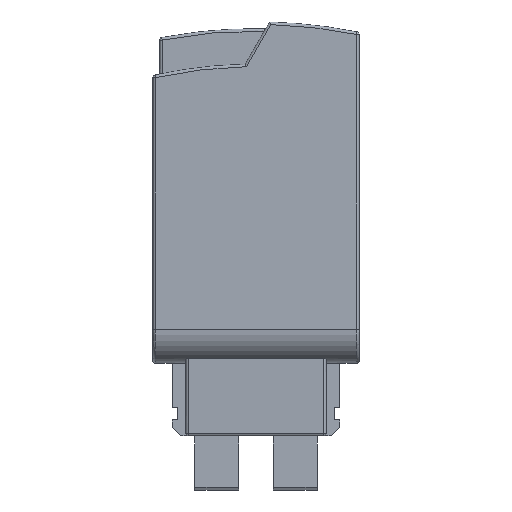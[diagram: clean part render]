
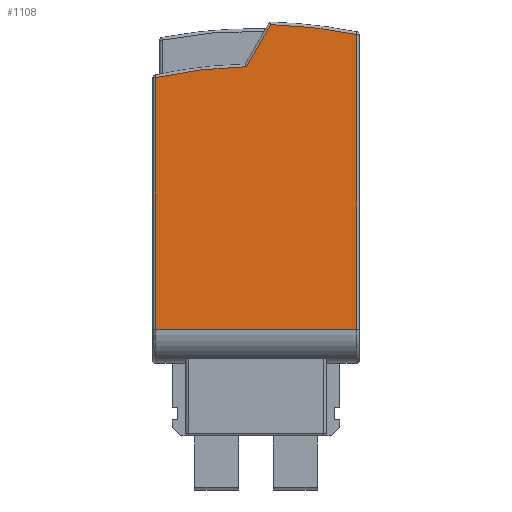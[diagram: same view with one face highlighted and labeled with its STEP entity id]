
A CAD part, top view. The second image highlights one B-rep face of the part: STEP entity #1108.
In plain terms, the highlighted planar face has unit normal (0, 0, 1).
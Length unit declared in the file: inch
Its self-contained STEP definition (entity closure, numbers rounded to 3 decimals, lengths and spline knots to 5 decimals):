
#18 = VERTEX_POINT ( 'NONE', #2215 ) ;
#34 = CARTESIAN_POINT ( 'NONE',  ( 0.06905, 1.91631, 0.16142 ) ) ;
#61 = VECTOR ( 'NONE', #3126, 39.37008 ) ;
#99 = EDGE_LOOP ( 'NONE', ( #2932, #1978, #950, #3931, #3171, #389 ) ) ;
#292 = DIRECTION ( 'NONE',  ( 0.5, 0.866, 0. ) ) ;
#362 = AXIS2_PLACEMENT_3D ( 'NONE', #2029, #2684, #3105 ) ;
#389 = ORIENTED_EDGE ( 'NONE', *, *, #4343, .F. ) ;
#479 = CARTESIAN_POINT ( 'NONE',  ( 0.4685, 0.49606, 0.16142 ) ) ;
#552 = CARTESIAN_POINT ( 'NONE',  ( -0.04428, 1.72002, 0.16142 ) ) ;
#780 = CARTESIAN_POINT ( 'NONE',  ( -0.04428, 1.72002, 0.16142 ) ) ;
#950 = ORIENTED_EDGE ( 'NONE', *, *, #2159, .F. ) ;
#952 = VECTOR ( 'NONE', #292, 39.37008 ) ;
#979 = CARTESIAN_POINT ( 'NONE',  ( 0.20336, 1.91236, 0.16142 ) ) ;
#1062 =( BOUNDED_CURVE ( )  B_SPLINE_CURVE ( 3, ( #3676, #4098, #1954, #3342 ),
 .UNSPECIFIED., .F., .T. ) 
 B_SPLINE_CURVE_WITH_KNOTS ( ( 4, 4 ),
 ( 0., 1. ),
 .UNSPECIFIED. ) 
 CURVE ( )  GEOMETRIC_REPRESENTATION_ITEM ( )  RATIONAL_B_SPLINE_CURVE ( ( 1., 0.997, 0.997, 1. ) ) 
 REPRESENTATION_ITEM ( '' )  );
#1108 = ADVANCED_FACE ( 'NONE', ( #4206 ), #3710, .F. ) ;
#1216 = VERTEX_POINT ( 'NONE', #3492 ) ;
#1413 = DIRECTION ( 'NONE',  ( -1., 0., 0. ) ) ;
#1561 = LINE ( 'NONE', #4516, #2556 ) ;
#1954 = CARTESIAN_POINT ( 'NONE',  ( -0.18715, 1.71708, 0.16142 ) ) ;
#1978 = ORIENTED_EDGE ( 'NONE', *, *, #1979, .F. ) ;
#1979 = EDGE_CURVE ( 'NONE', #2929, #1216, #2079, .T. ) ;
#2008 = EDGE_CURVE ( 'NONE', #1216, #3157, #4534, .T. ) ;
#2029 = CARTESIAN_POINT ( 'NONE',  ( 0., -0.43307, 0.16142 ) ) ;
#2079 =( BOUNDED_CURVE ( )  B_SPLINE_CURVE ( 3, ( #3072, #979, #2750, #3454 ),
 .UNSPECIFIED., .F., .T. ) 
 B_SPLINE_CURVE_WITH_KNOTS ( ( 4, 4 ),
 ( 0., 1. ),
 .UNSPECIFIED. ) 
 CURVE ( )  GEOMETRIC_REPRESENTATION_ITEM ( )  RATIONAL_B_SPLINE_CURVE ( ( 1., 0.998, 0.998, 1. ) ) 
 REPRESENTATION_ITEM ( '' )  );
#2156 = VECTOR ( 'NONE', #2434, 39.37008 ) ;
#2159 = EDGE_CURVE ( 'NONE', #3900, #2929, #3691, .T. ) ;
#2215 = CARTESIAN_POINT ( 'NONE',  ( -0.4685, 1.66889, 0.16142 ) ) ;
#2261 = EDGE_CURVE ( 'NONE', #4459, #18, #4414, .T. ) ;
#2434 = DIRECTION ( 'NONE',  ( 0., 1., 0. ) ) ;
#2556 = VECTOR ( 'NONE', #1413, 39.37008 ) ;
#2684 = DIRECTION ( 'NONE',  ( 0., 0., -1. ) ) ;
#2750 = CARTESIAN_POINT ( 'NONE',  ( 0.33684, 1.89694, 0.16142 ) ) ;
#2929 = VERTEX_POINT ( 'NONE', #34 ) ;
#2932 = ORIENTED_EDGE ( 'NONE', *, *, #2008, .F. ) ;
#3072 = CARTESIAN_POINT ( 'NONE',  ( 0.06905, 1.91631, 0.16142 ) ) ;
#3105 = DIRECTION ( 'NONE',  ( -1., 0., 0. ) ) ;
#3126 = DIRECTION ( 'NONE',  ( 0., -1., 0. ) ) ;
#3157 = VERTEX_POINT ( 'NONE', #479 ) ;
#3158 = CARTESIAN_POINT ( 'NONE',  ( -0.4685, -0.43307, 0.16142 ) ) ;
#3171 = ORIENTED_EDGE ( 'NONE', *, *, #2261, .F. ) ;
#3215 = EDGE_CURVE ( 'NONE', #18, #3900, #1062, .T. ) ;
#3342 = CARTESIAN_POINT ( 'NONE',  ( -0.04428, 1.72002, 0.16142 ) ) ;
#3454 = CARTESIAN_POINT ( 'NONE',  ( 0.4685, 1.87016, 0.16142 ) ) ;
#3492 = CARTESIAN_POINT ( 'NONE',  ( 0.4685, 1.87016, 0.16142 ) ) ;
#3676 = CARTESIAN_POINT ( 'NONE',  ( -0.4685, 1.66889, 0.16142 ) ) ;
#3691 = LINE ( 'NONE', #552, #952 ) ;
#3710 = PLANE ( 'NONE',  #362 ) ;
#3736 = CARTESIAN_POINT ( 'NONE',  ( 0.4685, -0.43307, 0.16142 ) ) ;
#3900 = VERTEX_POINT ( 'NONE', #780 ) ;
#3930 = CARTESIAN_POINT ( 'NONE',  ( -0.4685, 0.49606, 0.16142 ) ) ;
#3931 = ORIENTED_EDGE ( 'NONE', *, *, #3215, .F. ) ;
#4098 = CARTESIAN_POINT ( 'NONE',  ( -0.32902, 1.69998, 0.16142 ) ) ;
#4206 = FACE_OUTER_BOUND ( 'NONE', #99, .T. ) ;
#4343 = EDGE_CURVE ( 'NONE', #3157, #4459, #1561, .T. ) ;
#4414 = LINE ( 'NONE', #3158, #2156 ) ;
#4459 = VERTEX_POINT ( 'NONE', #3930 ) ;
#4516 = CARTESIAN_POINT ( 'NONE',  ( 0., 0.49606, 0.16142 ) ) ;
#4534 = LINE ( 'NONE', #3736, #61 ) ;
